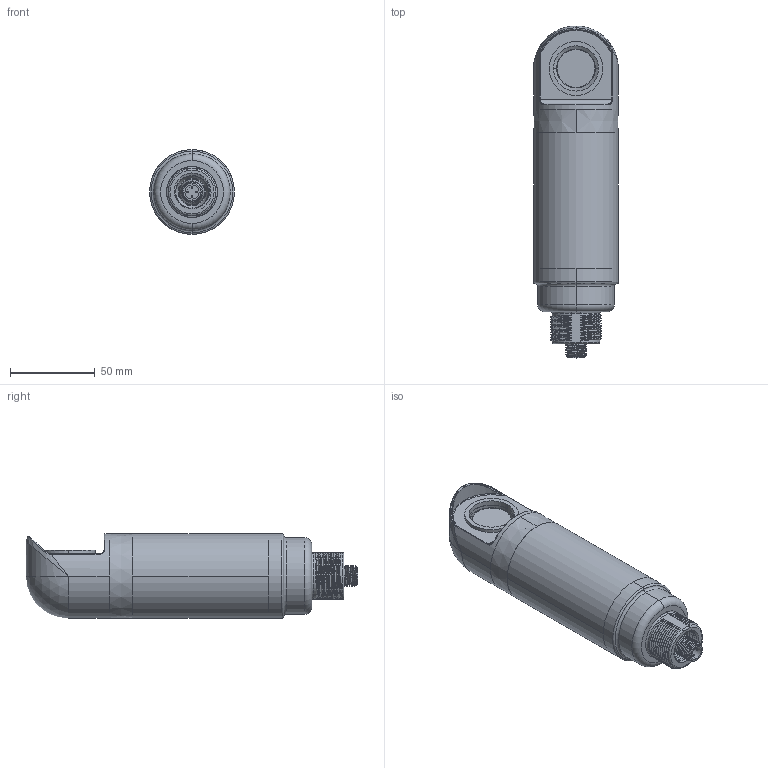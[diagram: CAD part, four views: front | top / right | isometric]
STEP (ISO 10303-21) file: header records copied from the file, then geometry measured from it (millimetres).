
FILE_DESCRIPTION((''),'2;1');
FILE_NAME('154245_SW','2010-09-20T',('banengservice'),('BANNER ENGINEERING'),'PRO/ENGINEER BY PARAMETRIC TECHNOLOGY CORPORATION, 2009141','PRO/ENGINEER BY PARAMETRIC TECHNOLOGY CORPORATION, 2009141','');
FILE_SCHEMA(('CONFIG_CONTROL_DESIGN'));
Products named in the file (1): 154245_SW
Bounding box: 50 x 195.5 x 50 mm (x, y, z)
Volume: 52202.8 mm3; surface area: 75258.5 mm2
Topology: 3 solids, 4 shells, 877 faces, 2348 edges, 1509 vertices
Faces by surface type: plane 290, cylinder 249, bspline 232, cone 54, torus 48, sphere 4
Entity records: 64191 total; most frequent: CARTESIAN_POINT 44138, ORIENTED_EDGE 4692, DIRECTION 3394, EDGE_CURVE 2346, VERTEX_POINT 1509, AXIS2_PLACEMENT_3D 1246, EDGE_LOOP 931, VECTOR 902
